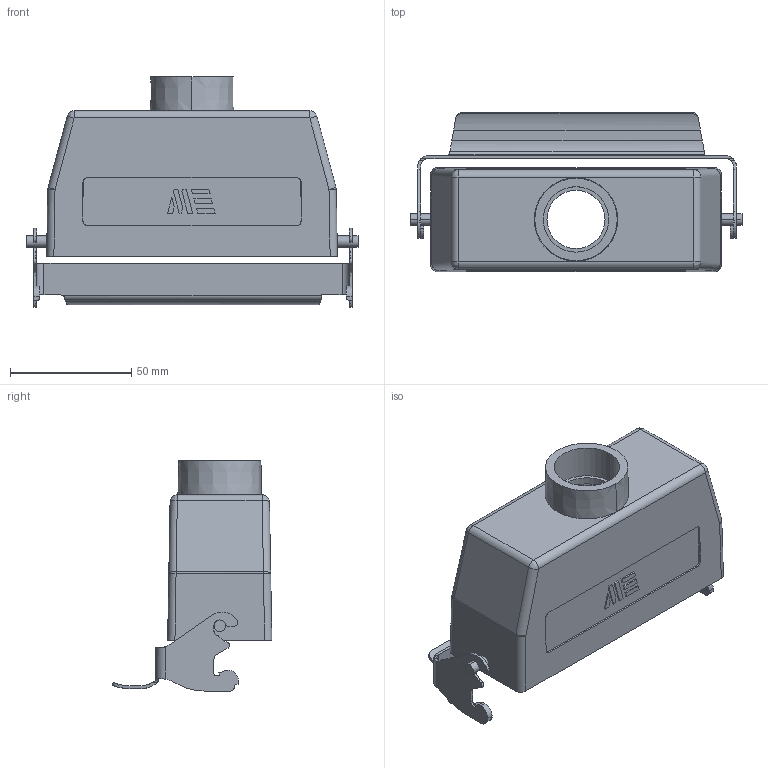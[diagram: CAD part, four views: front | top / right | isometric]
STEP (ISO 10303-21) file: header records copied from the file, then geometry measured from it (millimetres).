
FILE_DESCRIPTION (( 'STEP AP203' ), '1' );
FILE_NAME ('293762905S.step', '2025-02-12T17:54:55', ( '' ), ( '' ), 'SwSTEP 2.0', 'SolidWorks 2024', '' );
FILE_SCHEMA (( 'CONFIG_CONTROL_DESIGN' ));
Length unit declared in the file: inch
Products named in the file (1): 293762905S
Bounding box: 137 x 65.9 x 95 mm (x, y, z)
Volume: 79526.3 mm3; surface area: 57297.5 mm2
Topology: 1 solids, 1 shells, 318 faces, 839 edges, 544 vertices
Faces by surface type: plane 173, cylinder 119, cone 14, bspline 12
Entity records: 10504 total; most frequent: CARTESIAN_POINT 2736, ORIENTED_EDGE 1670, DIRECTION 1494, EDGE_CURVE 835, VECTOR 558, LINE 558, VERTEX_POINT 544, AXIS2_PLACEMENT_3D 468
